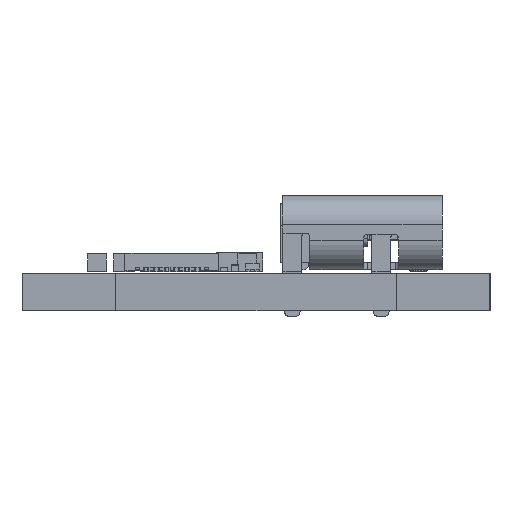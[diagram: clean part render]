
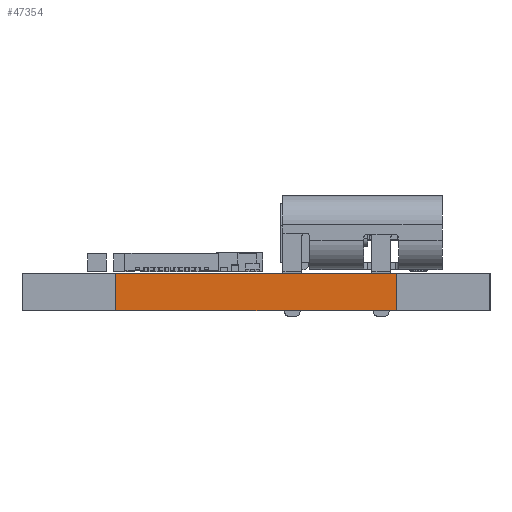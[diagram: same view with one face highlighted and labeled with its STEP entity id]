
A CAD part, left-side view. The second image highlights one B-rep face of the part: STEP entity #47354.
In plain terms, the highlighted planar face has unit normal (-1, 0, 0).
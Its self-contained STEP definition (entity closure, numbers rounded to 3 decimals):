
#45577 = VERTEX_POINT('',#45578);
#45578 = CARTESIAN_POINT('',(0.,-2.,0.));
#45584 = EDGE_CURVE('',#45585,#45577,#45587,.T.);
#45585 = VERTEX_POINT('',#45586);
#45586 = CARTESIAN_POINT('',(0.,-14.,0.));
#45587 = LINE('',#45588,#45589);
#45588 = CARTESIAN_POINT('',(0.,-14.,0.));
#45589 = VECTOR('',#45590,1.);
#45590 = DIRECTION('',(0.,1.,0.));
#46426 = VERTEX_POINT('',#46427);
#46427 = CARTESIAN_POINT('',(0.,-2.,1.6));
#46433 = EDGE_CURVE('',#46434,#46426,#46436,.T.);
#46434 = VERTEX_POINT('',#46435);
#46435 = CARTESIAN_POINT('',(0.,-14.,1.6));
#46436 = LINE('',#46437,#46438);
#46437 = CARTESIAN_POINT('',(0.,-14.,1.6));
#46438 = VECTOR('',#46439,1.);
#46439 = DIRECTION('',(0.,1.,0.));
#47324 = EDGE_CURVE('',#45577,#46426,#47325,.T.);
#47325 = LINE('',#47326,#47327);
#47326 = CARTESIAN_POINT('',(0.,-2.,0.));
#47327 = VECTOR('',#47328,1.);
#47328 = DIRECTION('',(0.,0.,1.));
#47354 = ADVANCED_FACE('',(#47355),#47366,.T.);
#47355 = FACE_BOUND('',#47356,.T.);
#47356 = EDGE_LOOP('',(#47357,#47363,#47364,#47365));
#47357 = ORIENTED_EDGE('',*,*,#47358,.T.);
#47358 = EDGE_CURVE('',#45585,#46434,#47359,.T.);
#47359 = LINE('',#47360,#47361);
#47360 = CARTESIAN_POINT('',(0.,-14.,0.));
#47361 = VECTOR('',#47362,1.);
#47362 = DIRECTION('',(0.,0.,1.));
#47363 = ORIENTED_EDGE('',*,*,#46433,.T.);
#47364 = ORIENTED_EDGE('',*,*,#47324,.F.);
#47365 = ORIENTED_EDGE('',*,*,#45584,.F.);
#47366 = PLANE('',#47367);
#47367 = AXIS2_PLACEMENT_3D('',#47368,#47369,#47370);
#47368 = CARTESIAN_POINT('',(0.,-14.,0.));
#47369 = DIRECTION('',(-1.,0.,0.));
#47370 = DIRECTION('',(0.,1.,0.));
